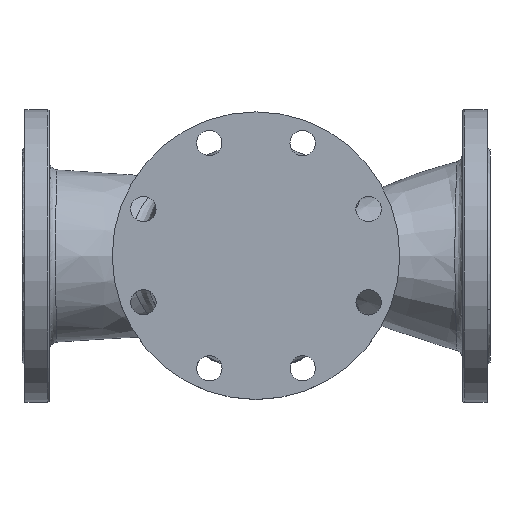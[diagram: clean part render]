
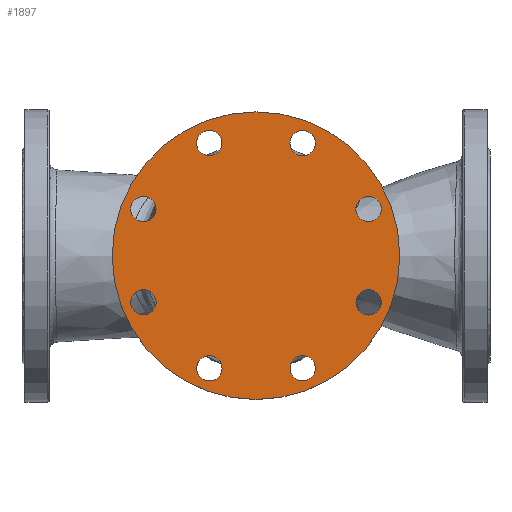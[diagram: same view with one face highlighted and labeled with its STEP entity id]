
A CAD part, top view. The second image highlights one B-rep face of the part: STEP entity #1897.
In plain terms, the highlighted planar face has unit normal (0, 0, 1).
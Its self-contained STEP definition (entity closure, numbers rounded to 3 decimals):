
#305=PLANE('',#2104);
#380=FACE_BOUND('',#692,.T.);
#381=FACE_BOUND('',#693,.T.);
#382=FACE_BOUND('',#694,.T.);
#383=FACE_BOUND('',#695,.T.);
#384=FACE_BOUND('',#696,.T.);
#385=FACE_BOUND('',#697,.T.);
#386=FACE_BOUND('',#698,.T.);
#387=FACE_BOUND('',#699,.T.);
#502=FACE_OUTER_BOUND('',#691,.T.);
#691=EDGE_LOOP('',(#1773));
#692=EDGE_LOOP('',(#1774));
#693=EDGE_LOOP('',(#1775));
#694=EDGE_LOOP('',(#1776));
#695=EDGE_LOOP('',(#1777));
#696=EDGE_LOOP('',(#1778));
#697=EDGE_LOOP('',(#1779));
#698=EDGE_LOOP('',(#1780));
#699=EDGE_LOOP('',(#1781));
#720=CIRCLE('',#1942,13.);
#722=CIRCLE('',#1945,13.);
#724=CIRCLE('',#1948,13.);
#726=CIRCLE('',#1951,13.);
#728=CIRCLE('',#1954,13.);
#730=CIRCLE('',#1957,13.);
#732=CIRCLE('',#1960,13.);
#734=CIRCLE('',#1963,13.);
#808=CIRCLE('',#2072,147.5);
#903=VERTEX_POINT('',#3414);
#905=VERTEX_POINT('',#3419);
#907=VERTEX_POINT('',#3424);
#909=VERTEX_POINT('',#3429);
#911=VERTEX_POINT('',#3434);
#913=VERTEX_POINT('',#3439);
#915=VERTEX_POINT('',#3444);
#917=VERTEX_POINT('',#3449);
#995=VERTEX_POINT('',#5034);
#1118=EDGE_CURVE('',#903,#903,#720,.T.);
#1120=EDGE_CURVE('',#905,#905,#722,.T.);
#1122=EDGE_CURVE('',#907,#907,#724,.T.);
#1124=EDGE_CURVE('',#909,#909,#726,.T.);
#1126=EDGE_CURVE('',#911,#911,#728,.T.);
#1128=EDGE_CURVE('',#913,#913,#730,.T.);
#1130=EDGE_CURVE('',#915,#915,#732,.T.);
#1132=EDGE_CURVE('',#917,#917,#734,.T.);
#1235=EDGE_CURVE('',#995,#995,#808,.T.);
#1773=ORIENTED_EDGE('',*,*,#1235,.F.);
#1774=ORIENTED_EDGE('',*,*,#1118,.T.);
#1775=ORIENTED_EDGE('',*,*,#1120,.T.);
#1776=ORIENTED_EDGE('',*,*,#1122,.T.);
#1777=ORIENTED_EDGE('',*,*,#1124,.T.);
#1778=ORIENTED_EDGE('',*,*,#1126,.T.);
#1779=ORIENTED_EDGE('',*,*,#1128,.T.);
#1780=ORIENTED_EDGE('',*,*,#1130,.T.);
#1781=ORIENTED_EDGE('',*,*,#1132,.T.);
#1897=ADVANCED_FACE('',(#502,#380,#381,#382,#383,#384,#385,#386,#387),#305,
 .T.);
#1942=AXIS2_PLACEMENT_3D('',#3415,#2239,#2240);
#1945=AXIS2_PLACEMENT_3D('',#3420,#2245,#2246);
#1948=AXIS2_PLACEMENT_3D('',#3425,#2251,#2252);
#1951=AXIS2_PLACEMENT_3D('',#3430,#2257,#2258);
#1954=AXIS2_PLACEMENT_3D('',#3435,#2263,#2264);
#1957=AXIS2_PLACEMENT_3D('',#3440,#2269,#2270);
#1960=AXIS2_PLACEMENT_3D('',#3445,#2275,#2276);
#1963=AXIS2_PLACEMENT_3D('',#3450,#2281,#2282);
#2072=AXIS2_PLACEMENT_3D('',#5035,#2499,#2500);
#2104=AXIS2_PLACEMENT_3D('',#5945,#2563,#2564);
#2239=DIRECTION('center_axis',(0.,0.,-1.));
#2240=DIRECTION('ref_axis',(0.707,0.707,0.));
#2245=DIRECTION('center_axis',(0.,0.,-1.));
#2246=DIRECTION('ref_axis',(0.,1.,0.));
#2251=DIRECTION('center_axis',(0.,0.,-1.));
#2252=DIRECTION('ref_axis',(-0.707,0.707,0.));
#2257=DIRECTION('center_axis',(0.,0.,-1.));
#2258=DIRECTION('ref_axis',(-1.,0.,0.));
#2263=DIRECTION('center_axis',(0.,0.,-1.));
#2264=DIRECTION('ref_axis',(-0.707,-0.707,0.));
#2269=DIRECTION('center_axis',(0.,0.,-1.));
#2270=DIRECTION('ref_axis',(0.,-1.,0.));
#2275=DIRECTION('center_axis',(0.,0.,-1.));
#2276=DIRECTION('ref_axis',(0.707,-0.707,0.));
#2281=DIRECTION('center_axis',(0.,0.,-1.));
#2282=DIRECTION('ref_axis',(1.,0.,0.));
#2499=DIRECTION('center_axis',(0.,0.,-1.));
#2500=DIRECTION('ref_axis',(-1.,0.,0.));
#2563=DIRECTION('center_axis',(0.,0.,1.));
#2564=DIRECTION('ref_axis',(1.,0.,0.));
#3414=CARTESIAN_POINT('',(-38.643,124.677,0.));
#3415=CARTESIAN_POINT('Origin',(-47.835,115.485,0.));
#3419=CARTESIAN_POINT('',(-115.485,60.835,0.));
#3420=CARTESIAN_POINT('Origin',(-115.485,47.835,0.));
#3424=CARTESIAN_POINT('',(-124.677,-38.643,0.));
#3425=CARTESIAN_POINT('Origin',(-115.485,-47.835,0.));
#3429=CARTESIAN_POINT('',(-60.835,-115.485,0.));
#3430=CARTESIAN_POINT('Origin',(-47.835,-115.485,0.));
#3434=CARTESIAN_POINT('',(38.643,-124.677,0.));
#3435=CARTESIAN_POINT('Origin',(47.835,-115.485,0.));
#3439=CARTESIAN_POINT('',(115.485,-60.835,0.));
#3440=CARTESIAN_POINT('Origin',(115.485,-47.835,0.));
#3444=CARTESIAN_POINT('',(124.677,38.643,0.));
#3445=CARTESIAN_POINT('Origin',(115.485,47.835,0.));
#3449=CARTESIAN_POINT('',(60.835,115.485,0.));
#3450=CARTESIAN_POINT('Origin',(47.835,115.485,0.));
#5034=CARTESIAN_POINT('',(147.5,0.,0.));
#5035=CARTESIAN_POINT('Origin',(0.,0.,0.));
#5945=CARTESIAN_POINT('Origin',(0.,0.,
0.));
